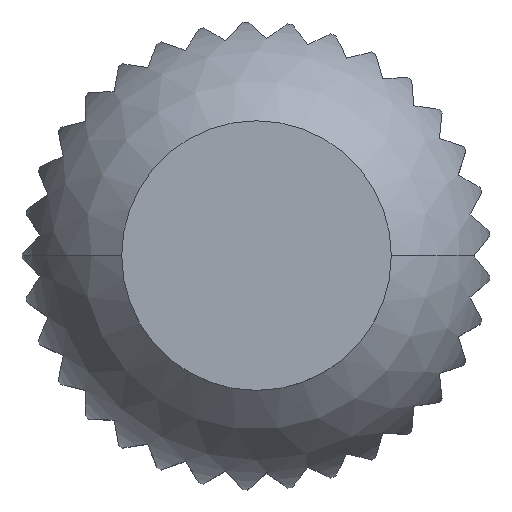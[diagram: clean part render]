
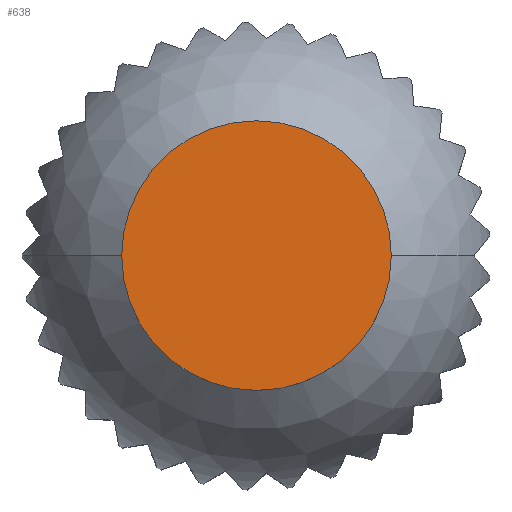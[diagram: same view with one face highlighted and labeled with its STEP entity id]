
A CAD part, top view. The second image highlights one B-rep face of the part: STEP entity #638.
In plain terms, the highlighted planar face has unit normal (0, 0, 1).
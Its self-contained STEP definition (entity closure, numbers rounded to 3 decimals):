
#470=VERTEX_POINT('',#1271);
#636=EDGE_CURVE('',#470,#648,#1463,.T.);
#638=ADVANCED_FACE('',(#1465),#1466,.T.);
#648=VERTEX_POINT('',#1478);
#1126=EDGE_CURVE('',#648,#470,#2034,.T.);
#1271=CARTESIAN_POINT('',(-11.5,0.,93.5));
#1463=CIRCLE('',#2419,11.5);
#1465=FACE_OUTER_BOUND('',#2421,.T.);
#1466=PLANE('',#2422);
#1478=CARTESIAN_POINT('',(11.5,0.,93.5));
#2034=CIRCLE('',#3147,11.5);
#2419=AXIS2_PLACEMENT_3D('',#3585,#3586,#3587);
#2421=EDGE_LOOP('',(#3589,#3590));
#2422=AXIS2_PLACEMENT_3D('',#3591,#3592,#3593);
#3147=AXIS2_PLACEMENT_3D('',#4285,#4286,#4287);
#3585=CARTESIAN_POINT('',(0.,0.,93.5));
#3586=DIRECTION('',(0.0,0.0,1.0));
#3587=DIRECTION('',(1.0,0.,0.0));
#3589=ORIENTED_EDGE('',*,*,#1126,.T.);
#3590=ORIENTED_EDGE('',*,*,#636,.T.);
#3591=CARTESIAN_POINT('',(5.75,0.,93.5));
#3592=DIRECTION('',(0.0,0.0,1.0));
#3593=DIRECTION('',(-1.0,0.,0.0));
#4285=CARTESIAN_POINT('',(0.,0.,93.5));
#4286=DIRECTION('',(0.0,0.0,1.0));
#4287=DIRECTION('',(1.0,0.,0.0));
